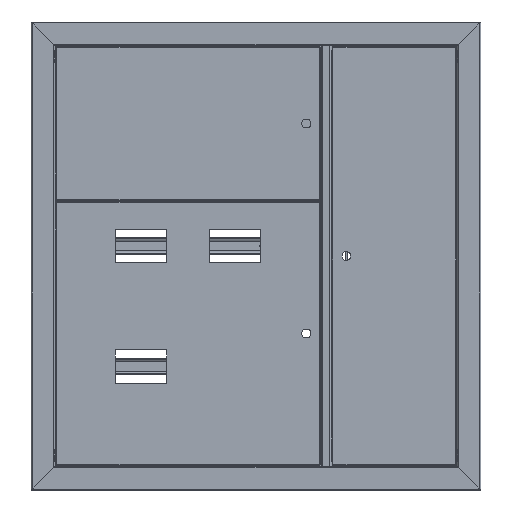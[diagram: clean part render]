
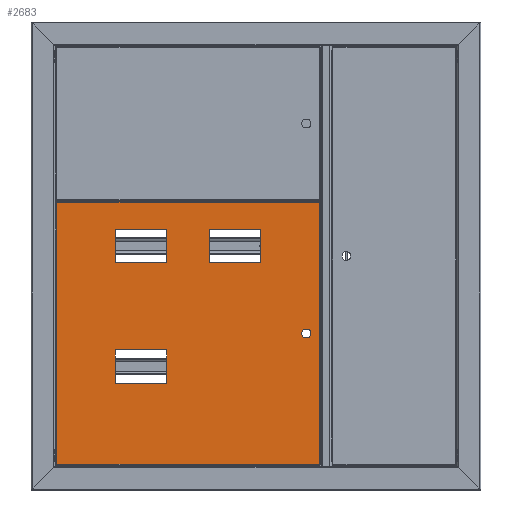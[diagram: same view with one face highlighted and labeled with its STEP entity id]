
A CAD part, top view. The second image highlights one B-rep face of the part: STEP entity #2683.
In plain terms, the highlighted planar face has unit normal (0, 0, 1).
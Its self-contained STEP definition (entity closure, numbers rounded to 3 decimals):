
#2683=ADVANCED_FACE('',(#4622,#4624,#4626,#4628,#4630),#4632,.T.);
#4622=FACE_BOUND('',#4623,.T.);
#4623=EDGE_LOOP('',(#15003,#15004,#15005,#15006));
#4624=FACE_BOUND('',#4625,.T.);
#4625=EDGE_LOOP('',(#15007,#15008,#15009,#15010));
#4626=FACE_BOUND('',#4627,.T.);
#4627=EDGE_LOOP('',(#15011,#15012,#15013,#15014));
#4628=FACE_BOUND('',#4629,.T.);
#4629=EDGE_LOOP('',(#15015,#15016,#15017,#15018));
#4630=FACE_BOUND('',#4631,.T.);
#4631=EDGE_LOOP('',(#15019,#15020,#15021,#15022));
#4632=PLANE('',#4633);
#4633=AXIS2_PLACEMENT_3D('',#4634,#4635,#4636);
#4634=CARTESIAN_POINT('',(0.,0.,0.));
#4635=DIRECTION('',(0.,0.,1.));
#4636=DIRECTION('',(1.,0.,0.));
#15003=ORIENTED_EDGE('',*,*,#20435,.T.);
#15004=ORIENTED_EDGE('',*,*,#20436,.T.);
#15005=ORIENTED_EDGE('',*,*,#20437,.T.);
#15006=ORIENTED_EDGE('',*,*,#20438,.T.);
#15007=ORIENTED_EDGE('',*,*,#20439,.T.);
#15008=ORIENTED_EDGE('',*,*,#20440,.T.);
#15009=ORIENTED_EDGE('',*,*,#20441,.T.);
#15010=ORIENTED_EDGE('',*,*,#20442,.T.);
#15011=ORIENTED_EDGE('',*,*,#20443,.T.);
#15012=ORIENTED_EDGE('',*,*,#20444,.T.);
#15013=ORIENTED_EDGE('',*,*,#20445,.T.);
#15014=ORIENTED_EDGE('',*,*,#20446,.T.);
#15015=ORIENTED_EDGE('',*,*,#20447,.T.);
#15016=ORIENTED_EDGE('',*,*,#20448,.T.);
#15017=ORIENTED_EDGE('',*,*,#20449,.T.);
#15018=ORIENTED_EDGE('',*,*,#20450,.T.);
#15019=ORIENTED_EDGE('',*,*,#20451,.T.);
#15020=ORIENTED_EDGE('',*,*,#20452,.T.);
#15021=ORIENTED_EDGE('',*,*,#20453,.T.);
#15022=ORIENTED_EDGE('',*,*,#20454,.T.);
#20435=EDGE_CURVE('',#23151,#23152,#23153,.T.);
#20436=EDGE_CURVE('',#23152,#23154,#23155,.T.);
#20437=EDGE_CURVE('',#23154,#23156,#23157,.T.);
#20438=EDGE_CURVE('',#23156,#23151,#23158,.T.);
#20439=EDGE_CURVE('',#23159,#23160,#23161,.F.);
#20440=EDGE_CURVE('',#23160,#23162,#23163,.F.);
#20441=EDGE_CURVE('',#23162,#23164,#23165,.F.);
#20442=EDGE_CURVE('',#23164,#23159,#23166,.F.);
#20443=EDGE_CURVE('',#23167,#23168,#23169,.F.);
#20444=EDGE_CURVE('',#23168,#23170,#23171,.F.);
#20445=EDGE_CURVE('',#23170,#23172,#23173,.F.);
#20446=EDGE_CURVE('',#23172,#23167,#23174,.F.);
#20447=EDGE_CURVE('',#23175,#23176,#23177,.F.);
#20448=EDGE_CURVE('',#23176,#23178,#23179,.F.);
#20449=EDGE_CURVE('',#23178,#23180,#23181,.F.);
#20450=EDGE_CURVE('',#23180,#23175,#23182,.F.);
#20451=EDGE_CURVE('',#23183,#23184,#23185,.F.);
#20452=EDGE_CURVE('',#23184,#23186,#23187,.F.);
#20453=EDGE_CURVE('',#23186,#23188,#23189,.F.);
#20454=EDGE_CURVE('',#23188,#23183,#23190,.F.);
#23151=VERTEX_POINT('',#27532);
#23152=VERTEX_POINT('',#27533);
#23153=LINE('',#27534,#27535);
#23154=VERTEX_POINT('',#27537);
#23155=LINE('',#27538,#27539);
#23156=VERTEX_POINT('',#27541);
#23157=LINE('',#27542,#27543);
#23158=LINE('',#27545,#27546);
#23159=VERTEX_POINT('',#27548);
#23160=VERTEX_POINT('',#27549);
#23161=LINE('',#27550,#27551);
#23162=VERTEX_POINT('',#27553);
#23163=LINE('',#27554,#27555);
#23164=VERTEX_POINT('',#27557);
#23165=LINE('',#27558,#27559);
#23166=LINE('',#27561,#27562);
#23167=VERTEX_POINT('',#27564);
#23168=VERTEX_POINT('',#27565);
#23169=LINE('',#27566,#27567);
#23170=VERTEX_POINT('',#27569);
#23171=LINE('',#27570,#27571);
#23172=VERTEX_POINT('',#27573);
#23173=LINE('',#27574,#27575);
#23174=LINE('',#27577,#27578);
#23175=VERTEX_POINT('',#27580);
#23176=VERTEX_POINT('',#27581);
#23177=LINE('',#27582,#27583);
#23178=VERTEX_POINT('',#27585);
#23179=LINE('',#27586,#27587);
#23180=VERTEX_POINT('',#27589);
#23181=LINE('',#27590,#27591);
#23182=LINE('',#27593,#27594);
#23183=VERTEX_POINT('',#27596);
#23184=VERTEX_POINT('',#27597);
#23185=CIRCLE('',#27598,9.75);
#23186=VERTEX_POINT('',#27602);
#23187=LINE('',#27603,#27604);
#23188=VERTEX_POINT('',#27606);
#23189=CIRCLE('',#27607,9.75);
#23190=LINE('',#27611,#27612);
#27532=CARTESIAN_POINT('',(135.5,-945.5,0.));
#27533=CARTESIAN_POINT('',(135.5,-385.5,0.));
#27534=CARTESIAN_POINT('',(135.5,-945.5,0.));
#27535=VECTOR('',#27536,1.);
#27536=DIRECTION('',(0.,1.,0.));
#27537=CARTESIAN_POINT('',(-425.5,-385.5,0.));
#27538=CARTESIAN_POINT('',(135.5,-385.5,0.));
#27539=VECTOR('',#27540,1.);
#27540=DIRECTION('',(-1.,0.,0.));
#27541=CARTESIAN_POINT('',(-425.5,-945.5,0.));
#27542=CARTESIAN_POINT('',(-425.5,-385.5,0.));
#27543=VECTOR('',#27544,1.);
#27544=DIRECTION('',(0.,-1.,0.));
#27545=CARTESIAN_POINT('',(-425.5,-945.5,0.));
#27546=VECTOR('',#27547,1.);
#27547=DIRECTION('',(1.,0.,0.));
#27548=CARTESIAN_POINT('',(-190.7,-514.3,0.));
#27549=CARTESIAN_POINT('',(-300.3,-514.3,0.));
#27550=CARTESIAN_POINT('',(-300.3,-514.3,0.));
#27551=VECTOR('',#27552,1.);
#27552=DIRECTION('',(1.,0.,0.));
#27553=CARTESIAN_POINT('',(-300.3,-442.7,0.));
#27554=CARTESIAN_POINT('',(-300.3,-442.7,0.));
#27555=VECTOR('',#27556,1.);
#27556=DIRECTION('',(0.,-1.,0.));
#27557=CARTESIAN_POINT('',(-190.7,-442.7,0.));
#27558=CARTESIAN_POINT('',(-190.7,-442.7,0.));
#27559=VECTOR('',#27560,1.);
#27560=DIRECTION('',(-1.,0.,0.));
#27561=CARTESIAN_POINT('',(-190.7,-514.3,0.));
#27562=VECTOR('',#27563,1.);
#27563=DIRECTION('',(0.,1.,0.));
#27564=CARTESIAN_POINT('',(-100.3,-514.3,0.));
#27565=CARTESIAN_POINT('',(-100.3,-442.7,0.));
#27566=CARTESIAN_POINT('',(-100.3,-442.7,0.));
#27567=VECTOR('',#27568,1.);
#27568=DIRECTION('',(0.,-1.,0.));
#27569=CARTESIAN_POINT('',(9.3,-442.7,0.));
#27570=CARTESIAN_POINT('',(9.3,-442.7,0.));
#27571=VECTOR('',#27572,1.);
#27572=DIRECTION('',(-1.,0.,0.));
#27573=CARTESIAN_POINT('',(9.3,-514.3,0.));
#27574=CARTESIAN_POINT('',(9.3,-514.3,0.));
#27575=VECTOR('',#27576,1.);
#27576=DIRECTION('',(0.,1.,0.));
#27577=CARTESIAN_POINT('',(-100.3,-514.3,0.));
#27578=VECTOR('',#27579,1.);
#27579=DIRECTION('',(1.,0.,0.));
#27580=CARTESIAN_POINT('',(-190.7,-700.7,0.));
#27581=CARTESIAN_POINT('',(-190.7,-772.3,0.));
#27582=CARTESIAN_POINT('',(-190.7,-772.3,0.));
#27583=VECTOR('',#27584,1.);
#27584=DIRECTION('',(0.,1.,0.));
#27585=CARTESIAN_POINT('',(-300.3,-772.3,0.));
#27586=CARTESIAN_POINT('',(-300.3,-772.3,0.));
#27587=VECTOR('',#27588,1.);
#27588=DIRECTION('',(1.,0.,0.));
#27589=CARTESIAN_POINT('',(-300.3,-700.7,0.));
#27590=CARTESIAN_POINT('',(-300.3,-700.7,0.));
#27591=VECTOR('',#27592,1.);
#27592=DIRECTION('',(0.,-1.,0.));
#27593=CARTESIAN_POINT('',(-190.7,-700.7,0.));
#27594=VECTOR('',#27595,1.);
#27595=DIRECTION('',(-1.,0.,0.));
#27596=CARTESIAN_POINT('',(112.276,-657.,0.));
#27597=CARTESIAN_POINT('',(112.276,-674.,0.));
#27598=AXIS2_PLACEMENT_3D('',#27599,#27600,#27601);
#27599=CARTESIAN_POINT('',(107.5,-665.5,0.));
#27600=DIRECTION('',(0.,0.,1.));
#27601=DIRECTION('',(0.49,-0.872,0.));
#27602=CARTESIAN_POINT('',(102.724,-674.,0.));
#27603=CARTESIAN_POINT('',(102.724,-674.,0.));
#27604=VECTOR('',#27605,1.);
#27605=DIRECTION('',(1.,0.,0.));
#27606=CARTESIAN_POINT('',(102.724,-657.,0.));
#27607=AXIS2_PLACEMENT_3D('',#27608,#27609,#27610);
#27608=CARTESIAN_POINT('',(107.5,-665.5,0.));
#27609=DIRECTION('',(0.,0.,1.));
#27610=DIRECTION('',(-0.49,0.872,0.));
#27611=CARTESIAN_POINT('',(112.276,-657.,0.));
#27612=VECTOR('',#27613,1.);
#27613=DIRECTION('',(-1.,0.,0.));
